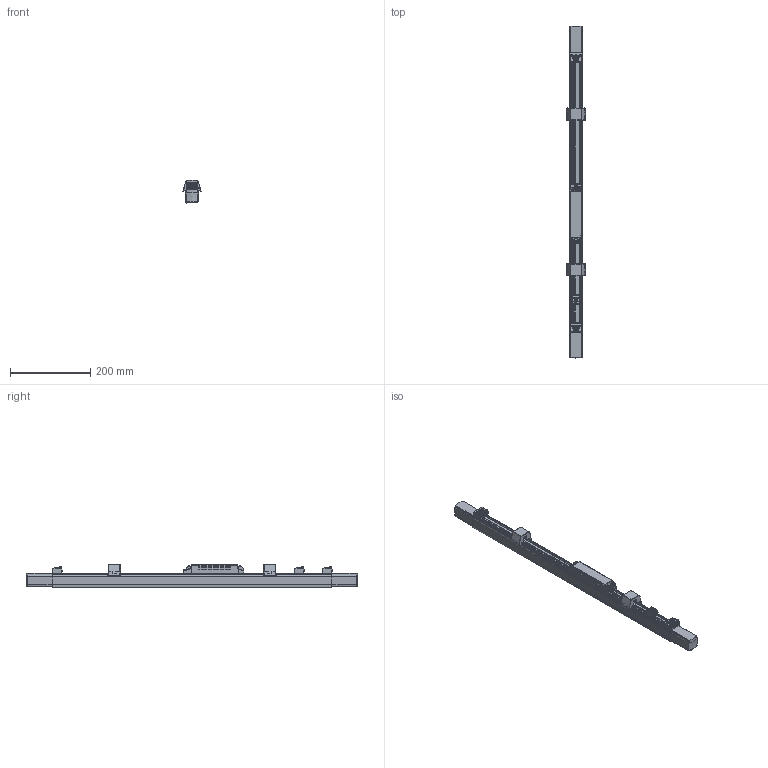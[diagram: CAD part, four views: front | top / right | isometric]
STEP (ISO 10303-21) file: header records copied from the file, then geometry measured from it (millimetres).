
FILE_DESCRIPTION(/* description */ ('This is a sample STEP configuration'),/* implementation_level */ '2;1');
FILE_NAME(/* name */ '715-0708210xxxxxx SIMPLE.ipt_Rev_00.2.stp',/* time_stamp */ '2023-04-04T09:44:49+02:00',/* author */ ('powerJobs'),/* organization */ ('coolOrange'),/* preprocessor_version */ 'ST-DEVELOPER v19.2',/* originating_system */ 'Autodesk Inventor 2023',/* authorisation */ '');
FILE_SCHEMA (('AUTOMOTIVE_DESIGN { 1 0 10303 214 3 1 1 }'));
Length unit declared in the file: millimetre
Products named in the file (1): ENG000025151
Bounding box: 45.15 x 829.95 x 57.9 mm (x, y, z)
Volume: 400253.3 mm3; surface area: 364728.7 mm2
Topology: 6 solids, 16 shells, 6866 faces, 19906 edges, 12979 vertices
Faces by surface type: plane 4008, cylinder 2035, bspline 481, sphere 242, torus 52, cone 48
Full cylindrical faces by diameter (mm): 1.19 x6, 1.2 x2, 2.29 x6, 2.3 x2, 4.05 x2, 4.2 x1, 4.5 x2, 5.59 x4, 5.6 x1
Entity records: 277897 total; most frequent: CARTESIAN_POINT 96917, ORIENTED_EDGE 39736, DIRECTION 36162, EDGE_CURVE 19868, LINE 13338, VECTOR 13338, VERTEX_POINT 12977, AXIS2_PLACEMENT_3D 11412
